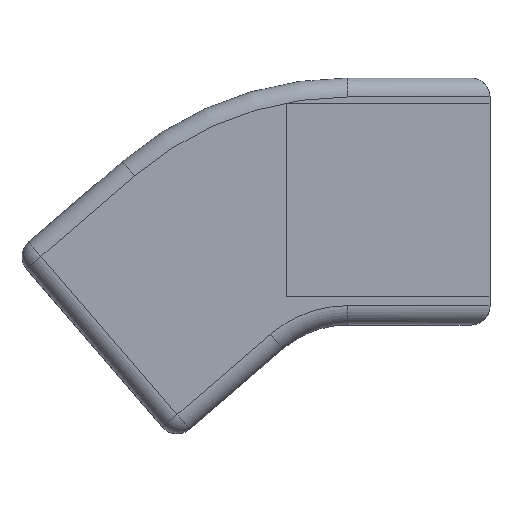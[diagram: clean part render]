
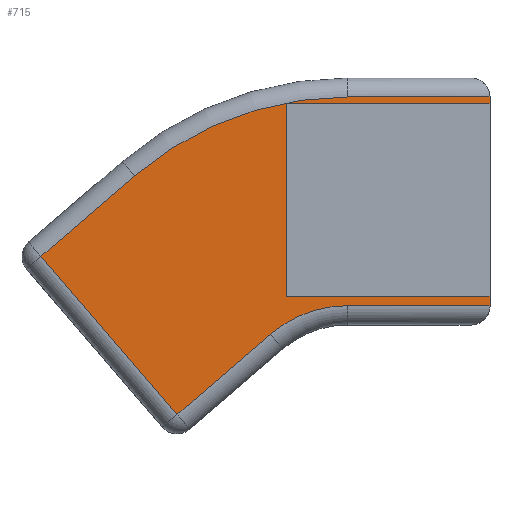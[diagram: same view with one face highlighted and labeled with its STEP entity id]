
A CAD part, top view. The second image highlights one B-rep face of the part: STEP entity #715.
In plain terms, the highlighted planar face has unit normal (0, 0, 1).
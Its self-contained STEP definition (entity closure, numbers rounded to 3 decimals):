
#22=PLANE('',#812);
#60=LINE('',#1154,#121);
#61=LINE('',#1162,#122);
#68=LINE('',#1181,#129);
#70=LINE('',#1186,#131);
#72=LINE('',#1196,#133);
#77=LINE('',#1209,#138);
#78=LINE('',#1211,#139);
#79=LINE('',#1213,#140);
#80=LINE('',#1215,#141);
#81=LINE('',#1216,#142);
#121=VECTOR('',#933,10.);
#122=VECTOR('',#944,10.);
#129=VECTOR('',#967,10.);
#131=VECTOR('',#971,10.);
#133=VECTOR('',#985,10.);
#138=VECTOR('',#1002,10.);
#139=VECTOR('',#1003,10.);
#140=VECTOR('',#1004,10.);
#141=VECTOR('',#1005,10.);
#142=VECTOR('',#1006,10.);
#213=FACE_OUTER_BOUND('',#260,.T.);
#260=EDGE_LOOP('',(#589,#590,#591,#592,#593,#594,#595,#596,#597,#598,#599,
#600));
#306=CIRCLE('',#790,34.491);
#314=CIRCLE('',#805,12.491);
#320=VERTEX_POINT('',#1070);
#326=VERTEX_POINT('',#1087);
#331=VERTEX_POINT('',#1100);
#340=VERTEX_POINT('',#1128);
#346=VERTEX_POINT('',#1151);
#348=VERTEX_POINT('',#1157);
#354=VERTEX_POINT('',#1185);
#356=VERTEX_POINT('',#1190);
#358=VERTEX_POINT('',#1208);
#359=VERTEX_POINT('',#1210);
#360=VERTEX_POINT('',#1212);
#361=VERTEX_POINT('',#1214);
#419=EDGE_CURVE('',#346,#326,#60,.T.);
#422=EDGE_CURVE('',#348,#346,#306,.T.);
#423=EDGE_CURVE('',#340,#348,#61,.T.);
#434=EDGE_CURVE('',#326,#320,#68,.T.);
#436=EDGE_CURVE('',#354,#331,#70,.T.);
#440=EDGE_CURVE('',#356,#354,#314,.T.);
#442=EDGE_CURVE('',#320,#356,#72,.T.);
#448=EDGE_CURVE('',#358,#331,#77,.T.);
#449=EDGE_CURVE('',#359,#358,#78,.T.);
#450=EDGE_CURVE('',#360,#359,#79,.F.);
#451=EDGE_CURVE('',#361,#360,#80,.F.);
#452=EDGE_CURVE('',#340,#361,#81,.T.);
#589=ORIENTED_EDGE('',*,*,#436,.T.);
#590=ORIENTED_EDGE('',*,*,#448,.F.);
#591=ORIENTED_EDGE('',*,*,#449,.F.);
#592=ORIENTED_EDGE('',*,*,#450,.F.);
#593=ORIENTED_EDGE('',*,*,#451,.F.);
#594=ORIENTED_EDGE('',*,*,#452,.F.);
#595=ORIENTED_EDGE('',*,*,#423,.T.);
#596=ORIENTED_EDGE('',*,*,#422,.T.);
#597=ORIENTED_EDGE('',*,*,#419,.T.);
#598=ORIENTED_EDGE('',*,*,#434,.T.);
#599=ORIENTED_EDGE('',*,*,#442,.T.);
#600=ORIENTED_EDGE('',*,*,#440,.T.);
#715=ADVANCED_FACE('',(#213),#22,.T.);
#790=AXIS2_PLACEMENT_3D('',#1160,#940,#941);
#805=AXIS2_PLACEMENT_3D('',#1193,#980,#981);
#812=AXIS2_PLACEMENT_3D('',#1207,#1000,#1001);
#933=DIRECTION('',(-0.758,-0.652,0.));
#940=DIRECTION('center_axis',(0.,0.,1.));
#941=DIRECTION('ref_axis',(-0.348,0.938,0.));
#944=DIRECTION('',(-1.,0.,0.));
#967=DIRECTION('',(0.652,-0.758,0.));
#971=DIRECTION('',(1.,0.,0.));
#980=DIRECTION('center_axis',(0.,0.,-1.));
#981=DIRECTION('ref_axis',(-0.348,0.938,0.));
#985=DIRECTION('',(0.758,0.652,0.));
#1000=DIRECTION('center_axis',(0.,0.,1.));
#1001=DIRECTION('ref_axis',(1.,0.,0.));
#1002=DIRECTION('',(0.,-1.,0.));
#1003=DIRECTION('',(1.,0.,0.));
#1004=DIRECTION('',(0.,1.,0.));
#1005=DIRECTION('',(1.,0.,0.));
#1006=DIRECTION('',(0.,-1.,0.));
#1070=CARTESIAN_POINT('',(-133.001,260.011,-77.));
#1087=CARTESIAN_POINT('',(-147.338,276.697,-77.));
#1100=CARTESIAN_POINT('',(-100.,271.5,-77.));
#1128=CARTESIAN_POINT('',(-100.,293.5,-77.));
#1151=CARTESIAN_POINT('',(-137.478,285.169,-77.));
#1154=CARTESIAN_POINT('',(-136.093,286.36,-77.));
#1157=CARTESIAN_POINT('',(-115.,293.5,-77.));
#1160=CARTESIAN_POINT('Origin',(-115.,259.009,-77.));
#1162=CARTESIAN_POINT('',(-112.54,293.5,-77.));
#1181=CARTESIAN_POINT('',(-143.176,271.853,-77.));
#1185=CARTESIAN_POINT('',(-115.,271.5,-77.));
#1186=CARTESIAN_POINT('',(-120.04,271.5,-77.));
#1190=CARTESIAN_POINT('',(-123.141,268.483,-77.));
#1193=CARTESIAN_POINT('Origin',(-115.,259.009,-77.));
#1196=CARTESIAN_POINT('',(-127.444,264.786,-77.));
#1207=CARTESIAN_POINT('Origin',(-125.079,276.345,-77.));
#1208=CARTESIAN_POINT('',(-100.,272.5,-77.));
#1209=CARTESIAN_POINT('',(-100.,269.5,-77.));
#1210=CARTESIAN_POINT('',(-121.5,272.5,-77.));
#1211=CARTESIAN_POINT('',(-117.54,272.5,-77.));
#1212=CARTESIAN_POINT('',(-121.5,292.8,-77.));
#1213=CARTESIAN_POINT('',(-121.5,284.423,-77.));
#1214=CARTESIAN_POINT('',(-100.,292.8,-77.));
#1215=CARTESIAN_POINT('',(-117.54,292.8,-77.));
#1216=CARTESIAN_POINT('',(-100.,269.5,-77.));
